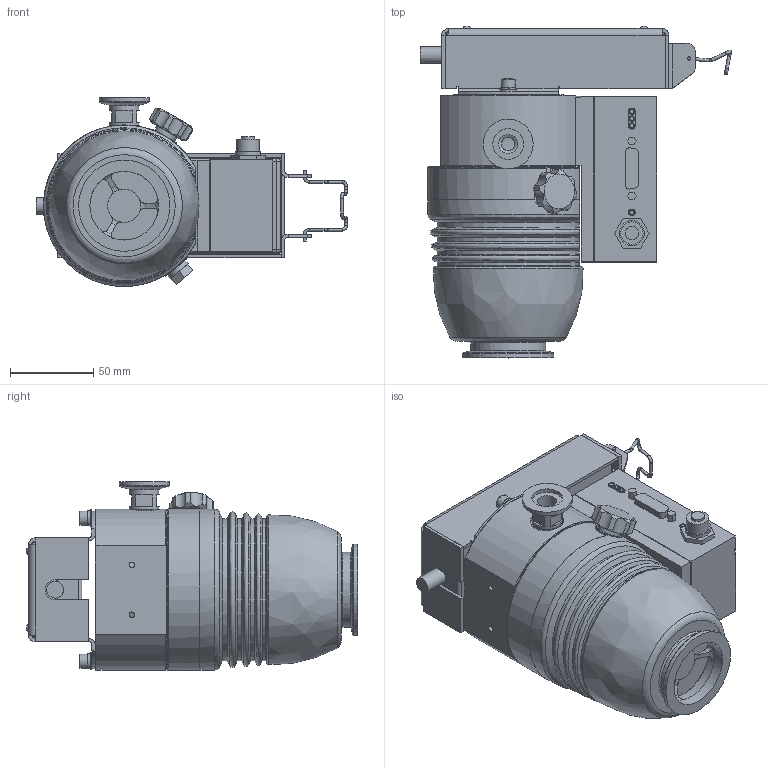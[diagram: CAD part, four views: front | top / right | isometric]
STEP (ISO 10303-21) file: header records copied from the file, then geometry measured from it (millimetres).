
FILE_DESCRIPTION((''),'2;1');
FILE_NAME('PM902198.stp','2010-03-22T14:18:42',('MARXMANKEL'),(''),'Autodesk Inventor 2009','Autodesk Inventor 2009','');
FILE_SCHEMA(('AUTOMOTIVE_DESIGN { 1 0 10303 214 1 1 1 1 }'));
Length unit declared in the file: millimetre
Products named in the file (1): PM902198
Bounding box: 187 x 199.5 x 113.5 mm (x, y, z)
Volume: 1501026.7 mm3; surface area: 191278.1 mm2
Topology: 37 solids, 37 shells, 1027 faces, 2465 edges, 1587 vertices
Faces by surface type: plane 476, cylinder 298, bspline 124, cone 77, torus 42, sphere 10
Full cylindrical faces by diameter (mm): 0.5 x1, 1.5 x1, 1.8 x11, 2 x1, 2.4 x6, 3 x5, 3.3 x8, 4 x13, 5 x2, 5.3 x2, 5.5 x2, 5.54 x4, 7 x9, 7.2 x3, 8 x2, 8.1 x2, 8.5 x2, 10 x5, 11 x1, 13 x1, 13.5 x2, 13.8 x2, 15 x1, 16 x3, 18 x1, 18.2 x1, 25 x1, 26.5 x1, 26.7 x1, 27.5 x1
Entity records: 33283 total; most frequent: CARTESIAN_POINT 10338, DIRECTION 4433, ORIENTED_EDGE 4080, EDGE_CURVE 2040, AXIS2_PLACEMENT_3D 1734, EDGE_LOOP 1465, VERTEX_POINT 1453, STYLED_ITEM 1064
